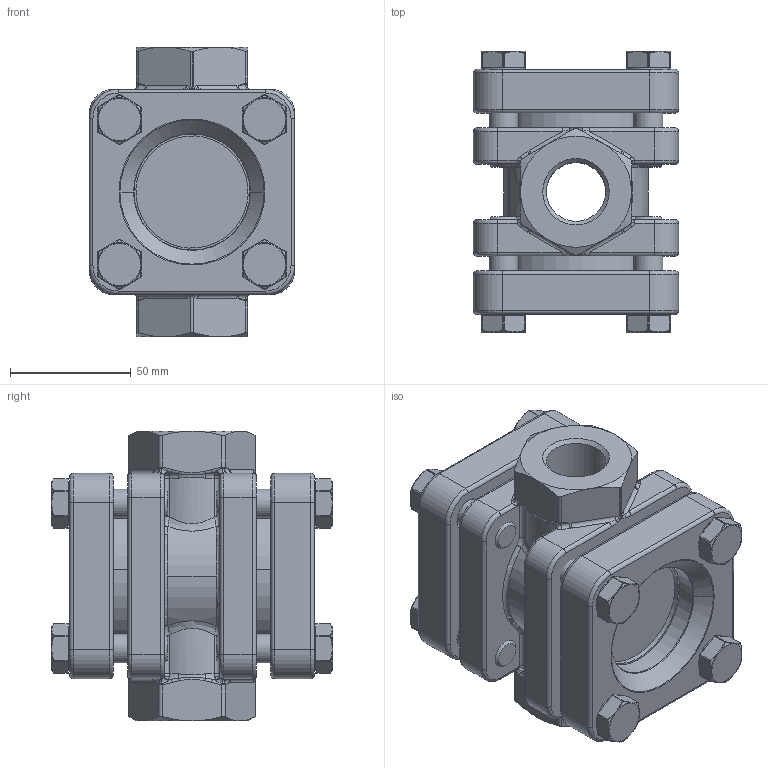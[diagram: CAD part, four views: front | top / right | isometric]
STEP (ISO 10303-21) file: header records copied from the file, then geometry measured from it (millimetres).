
FILE_DESCRIPTION(('HOOPS Exchange Step'),'2;1');
FILE_NAME('GS0X_DN20.stp','2025-05-26T16:34:06+02:00',('nieru'),('Unknown organisation'),'HOOPS Exchange 2024.2','HOOPS Exchange','Unknown authorisation');
FILE_SCHEMA( ('AP203_CONFIGURATION_CONTROLLED_3D_DESIGN_OF_MECHANICAL_PARTS_AND_ASSEMBLIES_MIM_LF') );
Length unit declared in the file: millimetre
Products named in the file (2): 0; root
Assembly tree (1 placements, depth 2):
  root
    0
Bounding box: 85 x 116.5 x 120 mm (x, y, z)
Volume: 488295.1 mm3; surface area: 145316 mm2
Topology: 17 solids, 17 shells, 1053 faces, 2489 edges, 1481 vertices
Faces by surface type: bspline 396, cylinder 264, plane 180, torus 117, cone 84, sphere 12
Full cylindrical faces by diameter (mm): 10.1 x8, 12 x8, 14 x8, 18 x8, 24.5 x2, 30.5 x2, 48 x1, 66 x2
Entity records: 60109 total; most frequent: CARTESIAN_POINT 37693, ORIENTED_EDGE 4978, DIRECTION 4115, EDGE_CURVE 2489, AXIS2_PLACEMENT_3D 1780, VERTEX_POINT 1481, EDGE_LOOP 1114, FACE_BOUND 1114
